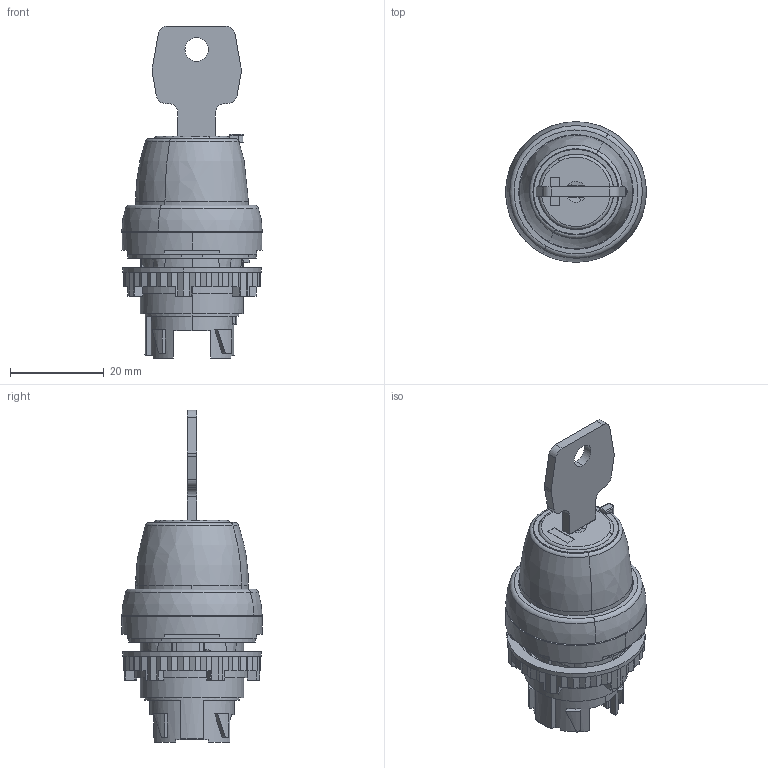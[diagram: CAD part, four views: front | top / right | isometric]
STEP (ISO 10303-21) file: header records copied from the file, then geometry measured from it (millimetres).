
FILE_DESCRIPTION(('CATIA V5 STEP Exchange','CAx-IF Rec.Pracs.--- Model Styling and Organization---1.2---2011-12-15'),'2;1');
FILE_NAME('L21LH00.stp','2014-01-07T07:47:40+00:00',('none'),('none'),'Unofficial Packaging Version','CATIA V5 STEP AP214 Edition 3','none');
FILE_SCHEMA(('AUTOMOTIVE_DESIGN { 1 0 10303 214 3 1 1 1 }'));
Length unit declared in the file: millimetre
Products named in the file (13): L21LH00; 074226001; 034367000; 031100000; 054545000; 055511000; 051905000; 051904000; 056017000; 032160000; cle; 056021000; 039711000
Assembly tree (12 placements, depth 2):
  L21LH00
    074226001
    034367000
    031100000
    054545000
    055511000
    051905000
    051904000
    056017000
    032160000
    cle
    056021000
    039711000
Bounding box: 29.9 x 29.9 x 70.66 mm (x, y, z)
Volume: 15294.9 mm3; surface area: 20260.2 mm2
Topology: 13 solids, 13 shells, 1251 faces, 3464 edges, 2260 vertices
Faces by surface type: plane 651, cylinder 384, cone 82, torus 80, bspline 28, extrusion 12, revolution 8, sphere 6
Entity records: 46431 total; most frequent: CARTESIAN_POINT 9635, ORIENTED_EDGE 6920, DIRECTION 4740, EDGE_CURVE 3460, VERTEX_POINT 2260, AXIS2_PLACEMENT_3D 2018, VECTOR 1850, LINE 1838
